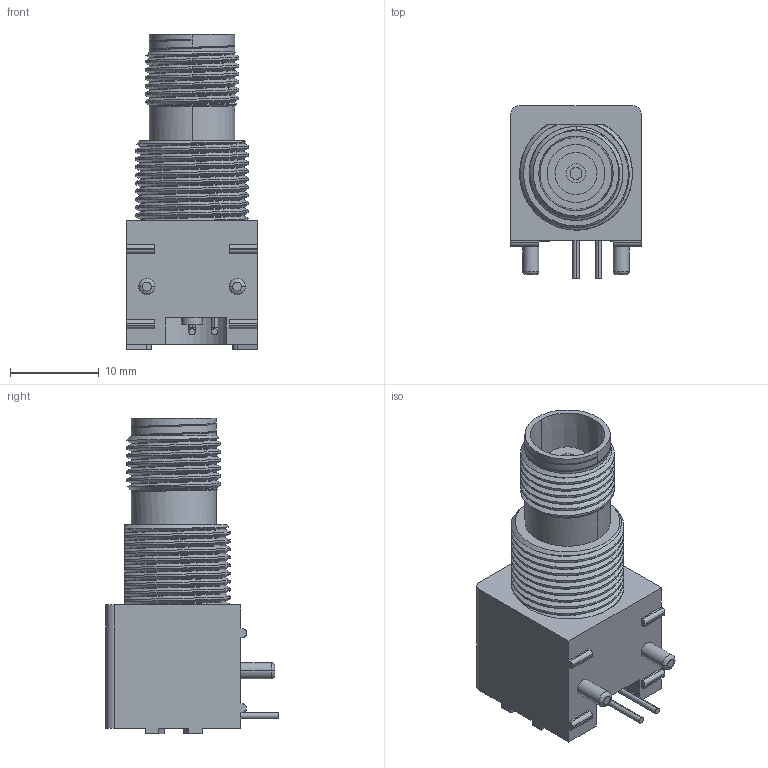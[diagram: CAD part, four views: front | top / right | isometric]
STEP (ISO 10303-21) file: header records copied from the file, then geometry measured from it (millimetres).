
FILE_DESCRIPTION((''),'2;1');
FILE_NAME('C-5-1814807-1','2009-04-17T',('workeradm'),('Tyco Electronics Corporation'),'PRO/ENGINEER BY PARAMETRIC TECHNOLOGY CORPORATION, 2007390','PRO/ENGINEER BY PARAMETRIC TECHNOLOGY CORPORATION, 2007390','');
FILE_SCHEMA(('AUTOMOTIVE_DESIGN { 1 0 10303 214 1 1 1 1 }'));
Length unit declared in the file: millimetre
Products named in the file (1): C-5-1814807-1
Bounding box: 14.7 x 19.4 x 35.5 mm (x, y, z)
Volume: 4479.6 mm3; surface area: 2788.7 mm2
Topology: 1 solids, 1 shells, 187 faces, 490 edges, 319 vertices
Faces by surface type: cylinder 69, plane 54, bspline 48, cone 8, torus 8
Entity records: 18858 total; most frequent: CARTESIAN_POINT 14494, ORIENTED_EDGE 980, DIRECTION 727, EDGE_CURVE 490, VERTEX_POINT 319, AXIS2_PLACEMENT_3D 251, VECTOR 225, LINE 225
